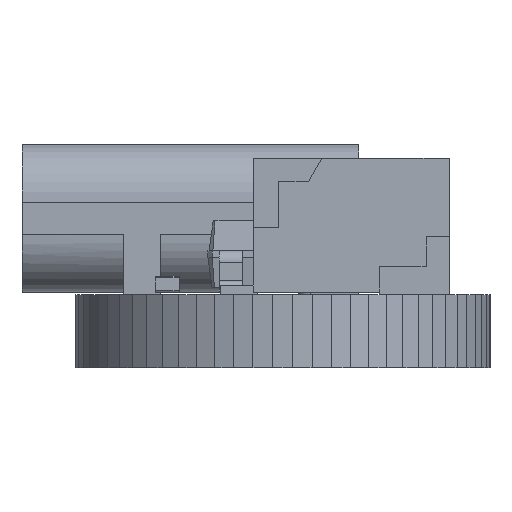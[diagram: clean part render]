
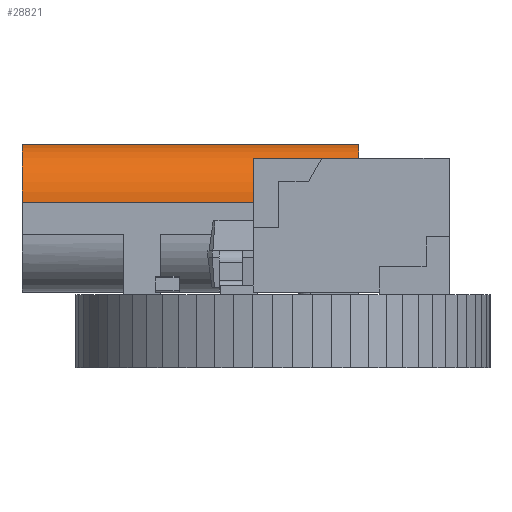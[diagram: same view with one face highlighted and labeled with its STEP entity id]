
A CAD part, left-side view. The second image highlights one B-rep face of the part: STEP entity #28821.
In plain terms, the highlighted cylindrical face has radius 1.255 mm (diameter 2.51 mm), a partial arc.
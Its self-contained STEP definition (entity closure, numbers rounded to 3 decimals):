
#20586 = PLANE('',#20587);
#20587 = AXIS2_PLACEMENT_3D('',#20588,#20589,#20590);
#20588 = CARTESIAN_POINT('',(4.47,1.605,-7.3));
#20589 = DIRECTION('',(0.,0.,-1.));
#20590 = DIRECTION('',(-1.,0.,0.));
#22832 = VERTEX_POINT('',#22833);
#22833 = CARTESIAN_POINT('',(7.685,3.21,-7.3));
#22847 = PLANE('',#22848);
#22848 = AXIS2_PLACEMENT_3D('',#22849,#22850,#22851);
#22849 = CARTESIAN_POINT('',(0.,3.21,0.));
#22850 = DIRECTION('',(0.,1.,0.));
#22851 = DIRECTION('',(1.,0.,0.));
#22859 = EDGE_CURVE('',#22860,#22832,#22862,.T.);
#22860 = VERTEX_POINT('',#22861);
#22861 = CARTESIAN_POINT('',(8.94,1.955,-7.3));
#22862 = SURFACE_CURVE('',#22863,(#22868,#22879),.PCURVE_S1.);
#22863 = CIRCLE('',#22864,1.255);
#22864 = AXIS2_PLACEMENT_3D('',#22865,#22866,#22867);
#22865 = CARTESIAN_POINT('',(7.685,1.955,-7.3));
#22866 = DIRECTION('',(0.,0.,1.));
#22867 = DIRECTION('',(0.707,0.707,-0.));
#22868 = PCURVE('',#20586,#22869);
#22869 = DEFINITIONAL_REPRESENTATION('',(#22870),#22878);
#22870 = ( BOUNDED_CURVE() B_SPLINE_CURVE(2,(#22871,#22872,#22873,#22874
    ,#22875,#22876,#22877),.UNSPECIFIED.,.T.,.F.) 
B_SPLINE_CURVE_WITH_KNOTS((1,2,2,2,2,1),(-2.094,0.,
    2.094,4.189,6.283,8.378),
.UNSPECIFIED.) CURVE() GEOMETRIC_REPRESENTATION_ITEM() 
RATIONAL_B_SPLINE_CURVE((1.,0.5,1.,0.5,1.,0.5,1.)) REPRESENTATION_ITEM(
  '') );
#22871 = CARTESIAN_POINT('',(-4.102,1.237));
#22872 = CARTESIAN_POINT('',(-2.565,2.774));
#22873 = CARTESIAN_POINT('',(-2.003,0.675));
#22874 = CARTESIAN_POINT('',(-1.44,-1.425));
#22875 = CARTESIAN_POINT('',(-3.54,-0.862));
#22876 = CARTESIAN_POINT('',(-5.639,-0.3));
#22877 = CARTESIAN_POINT('',(-4.102,1.237));
#22878 = ( GEOMETRIC_REPRESENTATION_CONTEXT(2) 
PARAMETRIC_REPRESENTATION_CONTEXT() REPRESENTATION_CONTEXT('2D SPACE',''
  ) );
#22879 = PCURVE('',#22880,#22885);
#22880 = CYLINDRICAL_SURFACE('',#22881,1.255);
#22881 = AXIS2_PLACEMENT_3D('',#22882,#22883,#22884);
#22882 = CARTESIAN_POINT('',(7.685,1.955,0.));
#22883 = DIRECTION('',(0.,0.,-1.));
#22884 = DIRECTION('',(0.707,0.707,0.));
#22885 = DEFINITIONAL_REPRESENTATION('',(#22886),#22890);
#22886 = LINE('',#22887,#22888);
#22887 = CARTESIAN_POINT('',(12.566,7.3));
#22888 = VECTOR('',#22889,1.);
#22889 = DIRECTION('',(-1.,0.));
#22890 = ( GEOMETRIC_REPRESENTATION_CONTEXT(2) 
PARAMETRIC_REPRESENTATION_CONTEXT() REPRESENTATION_CONTEXT('2D SPACE',''
  ) );
#22908 = PLANE('',#22909);
#22909 = AXIS2_PLACEMENT_3D('',#22910,#22911,#22912);
#22910 = CARTESIAN_POINT('',(8.94,3.21,0.));
#22911 = DIRECTION('',(1.,0.,0.));
#22912 = DIRECTION('',(0.,-1.,0.));
#24858 = EDGE_CURVE('',#24859,#22860,#24861,.T.);
#24859 = VERTEX_POINT('',#24860);
#24860 = CARTESIAN_POINT('',(8.94,1.955,0.));
#24861 = SURFACE_CURVE('',#24862,(#24866,#24873),.PCURVE_S1.);
#24862 = LINE('',#24863,#24864);
#24863 = CARTESIAN_POINT('',(8.94,1.955,0.));
#24864 = VECTOR('',#24865,1.);
#24865 = DIRECTION('',(0.,0.,-1.));
#24866 = PCURVE('',#22908,#24867);
#24867 = DEFINITIONAL_REPRESENTATION('',(#24868),#24872);
#24868 = LINE('',#24869,#24870);
#24869 = CARTESIAN_POINT('',(1.255,0.));
#24870 = VECTOR('',#24871,1.);
#24871 = DIRECTION('',(0.,1.));
#24872 = ( GEOMETRIC_REPRESENTATION_CONTEXT(2) 
PARAMETRIC_REPRESENTATION_CONTEXT() REPRESENTATION_CONTEXT('2D SPACE',''
  ) );
#24873 = PCURVE('',#22880,#24874);
#24874 = DEFINITIONAL_REPRESENTATION('',(#24875),#24879);
#24875 = LINE('',#24876,#24877);
#24876 = CARTESIAN_POINT('',(7.069,0.));
#24877 = VECTOR('',#24878,1.);
#24878 = DIRECTION('',(0.,1.));
#24879 = ( GEOMETRIC_REPRESENTATION_CONTEXT(2) 
PARAMETRIC_REPRESENTATION_CONTEXT() REPRESENTATION_CONTEXT('2D SPACE',''
  ) );
#24897 = PLANE('',#24898);
#24898 = AXIS2_PLACEMENT_3D('',#24899,#24900,#24901);
#24899 = CARTESIAN_POINT('',(4.47,1.605,0.));
#24900 = DIRECTION('',(0.,0.,1.));
#24901 = DIRECTION('',(1.,0.,-0.));
#28712 = EDGE_CURVE('',#28713,#24859,#28715,.T.);
#28713 = VERTEX_POINT('',#28714);
#28714 = CARTESIAN_POINT('',(7.685,3.21,0.));
#28715 = SURFACE_CURVE('',#28716,(#28721,#28732),.PCURVE_S1.);
#28716 = CIRCLE('',#28717,1.255);
#28717 = AXIS2_PLACEMENT_3D('',#28718,#28719,#28720);
#28718 = CARTESIAN_POINT('',(7.685,1.955,0.));
#28719 = DIRECTION('',(0.,0.,-1.));
#28720 = DIRECTION('',(0.707,0.707,0.));
#28721 = PCURVE('',#24897,#28722);
#28722 = DEFINITIONAL_REPRESENTATION('',(#28723),#28731);
#28723 = ( BOUNDED_CURVE() B_SPLINE_CURVE(2,(#28724,#28725,#28726,#28727
    ,#28728,#28729,#28730),.UNSPECIFIED.,.T.,.F.) 
B_SPLINE_CURVE_WITH_KNOTS((1,2,2,2,2,1),(-2.094,0.,
    2.094,4.189,6.283,8.378),
.UNSPECIFIED.) CURVE() GEOMETRIC_REPRESENTATION_ITEM() 
RATIONAL_B_SPLINE_CURVE((1.,0.5,1.,0.5,1.,0.5,1.)) REPRESENTATION_ITEM(
  '') );
#28724 = CARTESIAN_POINT('',(4.102,1.237));
#28725 = CARTESIAN_POINT('',(5.639,-0.3));
#28726 = CARTESIAN_POINT('',(3.54,-0.862));
#28727 = CARTESIAN_POINT('',(1.44,-1.425));
#28728 = CARTESIAN_POINT('',(2.003,0.675));
#28729 = CARTESIAN_POINT('',(2.565,2.774));
#28730 = CARTESIAN_POINT('',(4.102,1.237));
#28731 = ( GEOMETRIC_REPRESENTATION_CONTEXT(2) 
PARAMETRIC_REPRESENTATION_CONTEXT() REPRESENTATION_CONTEXT('2D SPACE',''
  ) );
#28732 = PCURVE('',#22880,#28733);
#28733 = DEFINITIONAL_REPRESENTATION('',(#28734),#28738);
#28734 = LINE('',#28735,#28736);
#28735 = CARTESIAN_POINT('',(0.,0.));
#28736 = VECTOR('',#28737,1.);
#28737 = DIRECTION('',(1.,0.));
#28738 = ( GEOMETRIC_REPRESENTATION_CONTEXT(2) 
PARAMETRIC_REPRESENTATION_CONTEXT() REPRESENTATION_CONTEXT('2D SPACE',''
  ) );
#28821 = ADVANCED_FACE('',(#28822),#22880,.T.);
#28822 = FACE_BOUND('',#28823,.T.);
#28823 = EDGE_LOOP('',(#28824,#28825,#28846,#28847));
#28824 = ORIENTED_EDGE('',*,*,#22859,.T.);
#28825 = ORIENTED_EDGE('',*,*,#28826,.T.);
#28826 = EDGE_CURVE('',#22832,#28713,#28827,.T.);
#28827 = SURFACE_CURVE('',#28828,(#28832,#28839),.PCURVE_S1.);
#28828 = LINE('',#28829,#28830);
#28829 = CARTESIAN_POINT('',(7.685,3.21,0.));
#28830 = VECTOR('',#28831,1.);
#28831 = DIRECTION('',(0.,0.,1.));
#28832 = PCURVE('',#22880,#28833);
#28833 = DEFINITIONAL_REPRESENTATION('',(#28834),#28838);
#28834 = LINE('',#28835,#28836);
#28835 = CARTESIAN_POINT('',(5.498,0.));
#28836 = VECTOR('',#28837,1.);
#28837 = DIRECTION('',(0.,-1.));
#28838 = ( GEOMETRIC_REPRESENTATION_CONTEXT(2) 
PARAMETRIC_REPRESENTATION_CONTEXT() REPRESENTATION_CONTEXT('2D SPACE',''
  ) );
#28839 = PCURVE('',#22847,#28840);
#28840 = DEFINITIONAL_REPRESENTATION('',(#28841),#28845);
#28841 = LINE('',#28842,#28843);
#28842 = CARTESIAN_POINT('',(7.685,0.));
#28843 = VECTOR('',#28844,1.);
#28844 = DIRECTION('',(0.,-1.));
#28845 = ( GEOMETRIC_REPRESENTATION_CONTEXT(2) 
PARAMETRIC_REPRESENTATION_CONTEXT() REPRESENTATION_CONTEXT('2D SPACE',''
  ) );
#28846 = ORIENTED_EDGE('',*,*,#28712,.T.);
#28847 = ORIENTED_EDGE('',*,*,#24858,.T.);
